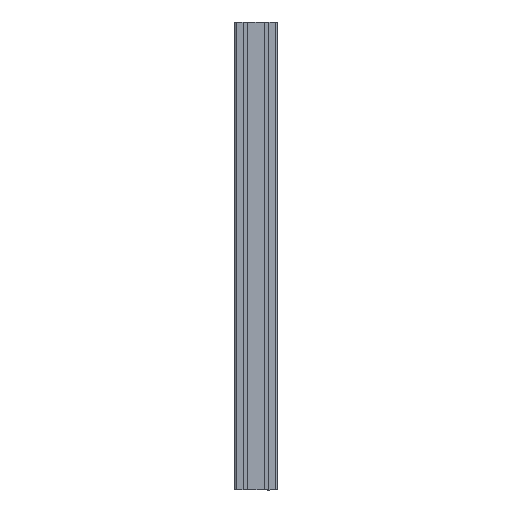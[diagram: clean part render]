
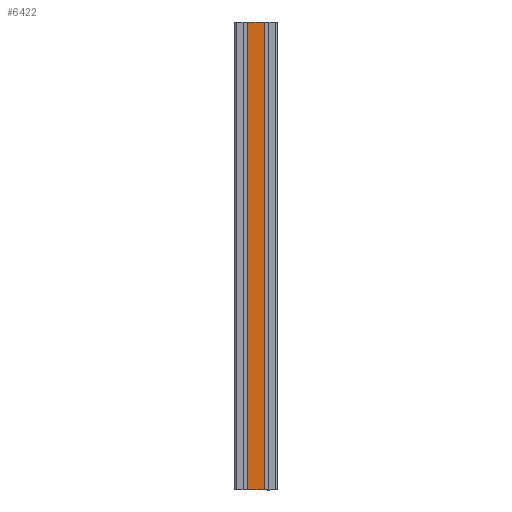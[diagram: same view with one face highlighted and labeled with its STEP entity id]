
A CAD part, front view. The second image highlights one B-rep face of the part: STEP entity #6422.
In plain terms, the highlighted planar face has unit normal (0, -1, 0).
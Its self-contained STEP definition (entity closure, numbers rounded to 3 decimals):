
#3192=ORIENTED_EDGE('',*,*,#4549,.T.);
#3193=ORIENTED_EDGE('',*,*,#4550,.F.);
#3194=ORIENTED_EDGE('',*,*,#4546,.F.);
#3195=ORIENTED_EDGE('',*,*,#4551,.T.);
#3770=VECTOR('',#5150,1.);
#3773=VECTOR('',#5155,1.);
#3774=VECTOR('',#5156,1.);
#3775=VECTOR('',#5157,1.);
#4054=LINE('',#5708,#3770);
#4057=LINE('',#5714,#3773);
#4058=LINE('',#5715,#3774);
#4059=LINE('',#5716,#3775);
#4320=VERTEX_POINT('',#5706);
#4321=VERTEX_POINT('',#5707);
#4322=VERTEX_POINT('',#5712);
#4323=VERTEX_POINT('',#5713);
#4546=EDGE_CURVE('',#4320,#4321,#4054,.T.);
#4549=EDGE_CURVE('',#4322,#4323,#4057,.T.);
#4550=EDGE_CURVE('',#4321,#4323,#4058,.T.);
#4551=EDGE_CURVE('',#4320,#4322,#4059,.T.);
#4804=EDGE_LOOP('',(#3192,#3193,#3194,#3195));
#4928=FACE_BOUND('',#4804,.T.);
#5150=DIRECTION('',(-1000.,0.,0.));
#5153=DIRECTION('',(0.,-1.,0.));
#5154=DIRECTION('',(-1.,0.,0.));
#5155=DIRECTION('',(-1000.,0.,0.));
#5156=DIRECTION('',(0.,0.,34.8));
#5157=DIRECTION('',(0.,0.,34.8));
#5706=CARTESIAN_POINT('',(1000.,-22.5,-17.4));
#5707=CARTESIAN_POINT('',(0.,-22.5,-17.4));
#5708=CARTESIAN_POINT('',(1000.,-22.5,-17.4));
#5711=CARTESIAN_POINT('',(1000.,-22.5,17.4));
#5712=CARTESIAN_POINT('',(1000.,-22.5,17.4));
#5713=CARTESIAN_POINT('',(0.,-22.5,17.4));
#5714=CARTESIAN_POINT('',(1000.,-22.5,17.4));
#5715=CARTESIAN_POINT('',(0.,-22.5,-17.4));
#5716=CARTESIAN_POINT('',(1000.,-22.5,-17.4));
#6206=AXIS2_PLACEMENT_3D('',#5711,#5153,#5154);
#6326=PLANE('',#6206);
#6422=ADVANCED_FACE('',(#4928),#6326,.T.);
